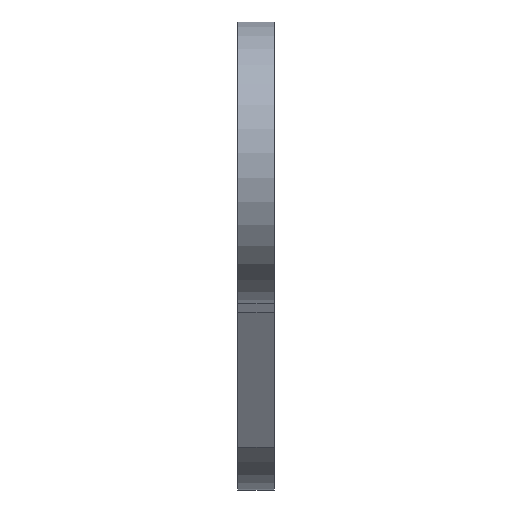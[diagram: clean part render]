
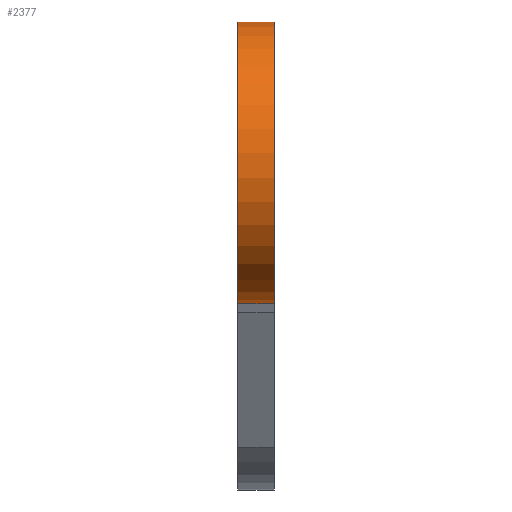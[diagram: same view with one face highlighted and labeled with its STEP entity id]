
A CAD part, left-side view. The second image highlights one B-rep face of the part: STEP entity #2377.
In plain terms, the highlighted cylindrical face has radius 31 mm (diameter 62 mm), a partial arc.
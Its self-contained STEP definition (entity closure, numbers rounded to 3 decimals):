
#199=FACE_OUTER_BOUND('',#377,.T.);
#377=EDGE_LOOP('',(#2103,#2104,#2105,#2106));
#547=LINE('',#4134,#715);
#548=LINE('',#4136,#716);
#715=VECTOR('',#3413,10.);
#716=VECTOR('',#3416,10.);
#739=CIRCLE('',#2421,31.);
#881=CIRCLE('',#2638,31.);
#923=VERTEX_POINT('',#3500);
#924=VERTEX_POINT('',#3501);
#1111=VERTEX_POINT('',#4026);
#1112=VERTEX_POINT('',#4027);
#1157=EDGE_CURVE('',#923,#924,#739,.F.);
#1420=EDGE_CURVE('',#1111,#1112,#881,.T.);
#1475=EDGE_CURVE('',#1112,#923,#547,.T.);
#1476=EDGE_CURVE('',#924,#1111,#548,.T.);
#2103=ORIENTED_EDGE('',*,*,#1475,.T.);
#2104=ORIENTED_EDGE('',*,*,#1157,.T.);
#2105=ORIENTED_EDGE('',*,*,#1476,.T.);
#2106=ORIENTED_EDGE('',*,*,#1420,.T.);
#2262=CYLINDRICAL_SURFACE('',#2689,31.);
#2377=ADVANCED_FACE('',(#199),#2262,.T.);
#2421=AXIS2_PLACEMENT_3D('',#3502,#2735,#2736);
#2638=AXIS2_PLACEMENT_3D('',#4028,#3290,#3291);
#2689=AXIS2_PLACEMENT_3D('',#4135,#3414,#3415);
#2735=DIRECTION('center_axis',(0.,1.,0.));
#2736=DIRECTION('ref_axis',(1.,0.,0.));
#3290=DIRECTION('center_axis',(0.,1.,0.));
#3291=DIRECTION('ref_axis',(1.,0.,0.));
#3413=DIRECTION('',(0.,1.,0.));
#3414=DIRECTION('center_axis',(0.,-1.,0.));
#3415=DIRECTION('ref_axis',(-0.971,0.,0.241));
#3416=DIRECTION('',(0.,-1.,0.));
#3500=CARTESIAN_POINT('',(-12.625,-182.,74.673));
#3501=CARTESIAN_POINT('',(-26.659,-182.,18.181));
#3502=CARTESIAN_POINT('Origin',(-30.,-182.,49.));
#4026=CARTESIAN_POINT('',(-26.659,-190.,18.181));
#4027=CARTESIAN_POINT('',(-12.625,-190.,74.673));
#4028=CARTESIAN_POINT('Origin',(-30.,-190.,49.));
#4134=CARTESIAN_POINT('',(-12.625,-194.,74.673));
#4135=CARTESIAN_POINT('Origin',(-30.,-194.,49.));
#4136=CARTESIAN_POINT('',(-26.659,-194.,18.181));
